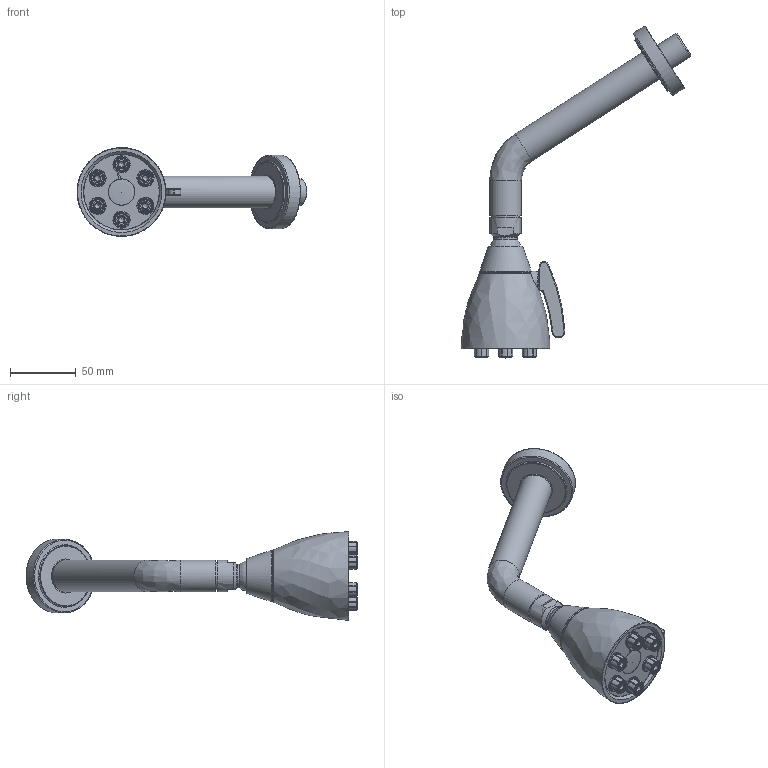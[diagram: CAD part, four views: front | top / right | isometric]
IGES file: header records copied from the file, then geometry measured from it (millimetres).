
Global section: file name: V779; native system: Autodesk Inventor 2018; preprocessor: unknown; author: M.GIBBS; date: 20171129.080653; units: millimetre
Bounding box: 174.54 x 252.24 x 67.46 mm (x, y, z)
Volume: 258071.8 mm3; surface area: 62982.6 mm2
Topology: 5 solids, 5 shells, 452 faces, 1282 edges, 867 vertices
Faces by surface type: bspline 452
